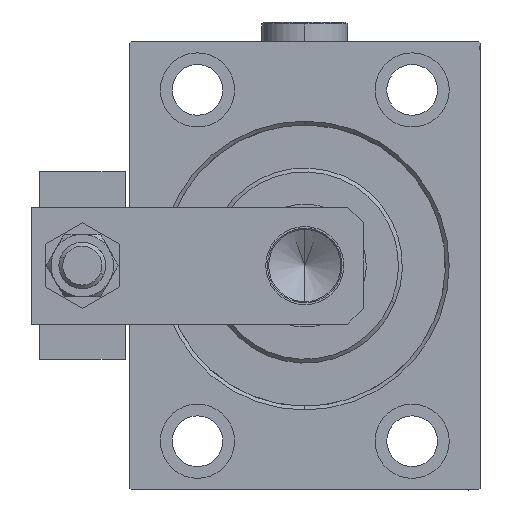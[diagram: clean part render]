
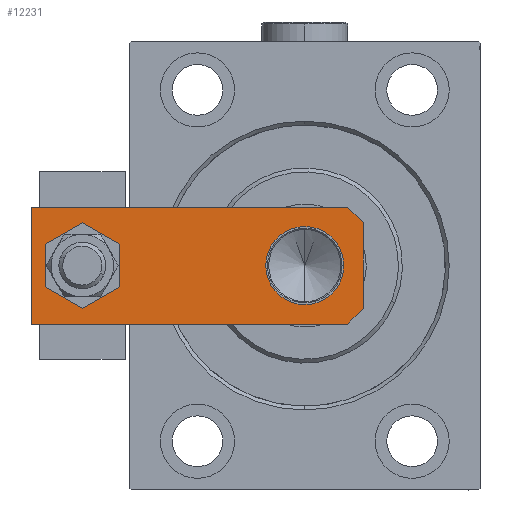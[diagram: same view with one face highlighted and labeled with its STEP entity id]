
A CAD part, left-side view. The second image highlights one B-rep face of the part: STEP entity #12231.
In plain terms, the highlighted face is planar.
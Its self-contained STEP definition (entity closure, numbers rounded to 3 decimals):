
#86 = DIRECTION ( 'NONE',  ( 1., 0., 0. ) ) ;
#189 = VERTEX_POINT ( 'NONE', #49757 ) ;
#3210 = FACE_BOUND ( 'NONE', #40216, .T. ) ;
#3345 = ORIENTED_EDGE ( 'NONE', *, *, #6239, .F. ) ;
#3536 = CIRCLE ( 'NONE', #28205, 7. ) ;
#3696 = EDGE_CURVE ( 'NONE', #48956, #49215, #3536, .T. ) ;
#4589 = EDGE_CURVE ( 'NONE', #4676, #36801, #42027, .T. ) ;
#4676 = VERTEX_POINT ( 'NONE', #7459 ) ;
#5089 = EDGE_LOOP ( 'NONE', ( #14547, #11012, #25826, #12104, #34281, #48706 ) ) ;
#5719 = AXIS2_PLACEMENT_3D ( 'NONE', #42258, #46395, #37874 ) ;
#5938 = CARTESIAN_POINT ( 'NONE',  ( 15., 0., 8. ) ) ;
#6239 = EDGE_CURVE ( 'NONE', #189, #25365, #33223, .T. ) ;
#7459 = CARTESIAN_POINT ( 'NONE',  ( 15., 4., 8. ) ) ;
#7586 = CARTESIAN_POINT ( 'NONE',  ( 0., 0., 8. ) ) ;
#7598 = CARTESIAN_POINT ( 'NONE',  ( 0., 15., 8. ) ) ;
#9383 = CARTESIAN_POINT ( 'NONE',  ( 15., 85., 8. ) ) ;
#9588 = AXIS2_PLACEMENT_3D ( 'NONE', #7586, #23290, #44168 ) ;
#9907 = AXIS2_PLACEMENT_3D ( 'NONE', #20295, #12588, #27551 ) ;
#10234 = EDGE_CURVE ( 'NONE', #33542, #35536, #42392, .T. ) ;
#10484 = EDGE_CURVE ( 'NONE', #35536, #4676, #13456, .T. ) ;
#11012 = ORIENTED_EDGE ( 'NONE', *, *, #47469, .T. ) ;
#11339 = CARTESIAN_POINT ( 'NONE',  ( 15., 85., 8. ) ) ;
#12104 = ORIENTED_EDGE ( 'NONE', *, *, #10484, .T. ) ;
#12231 = ADVANCED_FACE ( 'NONE', ( #46798, #42156, #3210 ), #18904, .T. ) ;
#12249 = LINE ( 'NONE', #50974, #24241 ) ;
#12588 = DIRECTION ( 'NONE',  ( 0., 0., 1. ) ) ;
#13456 = LINE ( 'NONE', #22198, #20199 ) ;
#13887 = DIRECTION ( 'NONE',  ( 0., 0., 1. ) ) ;
#13974 = DIRECTION ( 'NONE',  ( 0.707, 0.707, 0. ) ) ;
#14547 = ORIENTED_EDGE ( 'NONE', *, *, #38675, .T. ) ;
#15086 = LINE ( 'NONE', #46831, #23847 ) ;
#15324 = DIRECTION ( 'NONE',  ( 0., 0., 1. ) ) ;
#17021 = EDGE_LOOP ( 'NONE', ( #35797, #40679 ) ) ;
#17088 = LINE ( 'NONE', #9383, #32431 ) ;
#17700 = VERTEX_POINT ( 'NONE', #23066 ) ;
#18027 = DIRECTION ( 'NONE',  ( 0., 1., 0. ) ) ;
#18904 = PLANE ( 'NONE',  #9588 ) ;
#20199 = VECTOR ( 'NONE', #13974, 1000. ) ;
#20295 = CARTESIAN_POINT ( 'NONE',  ( 0., 15., 8. ) ) ;
#20524 = VERTEX_POINT ( 'NONE', #27242 ) ;
#20721 = DIRECTION ( 'NONE',  ( 0., -1., 0. ) ) ;
#20957 = DIRECTION ( 'NONE',  ( -1., 0., 0. ) ) ;
#21336 = CIRCLE ( 'NONE', #5719, 7. ) ;
#22198 = CARTESIAN_POINT ( 'NONE',  ( 5.5, -5.5, 8. ) ) ;
#22624 = DIRECTION ( 'NONE',  ( 1., 0., 0. ) ) ;
#23066 = CARTESIAN_POINT ( 'NONE',  ( -15., 85., 8. ) ) ;
#23290 = DIRECTION ( 'NONE',  ( 0., 0., 1. ) ) ;
#23847 = VECTOR ( 'NONE', #46580, 1000. ) ;
#24241 = VECTOR ( 'NONE', #20721, 1000. ) ;
#25365 = VERTEX_POINT ( 'NONE', #35209 ) ;
#25826 = ORIENTED_EDGE ( 'NONE', *, *, #10234, .T. ) ;
#26643 = CARTESIAN_POINT ( 'NONE',  ( -15., 0., 8. ) ) ;
#27242 = CARTESIAN_POINT ( 'NONE',  ( -15., 4., 8. ) ) ;
#27551 = DIRECTION ( 'NONE',  ( 1., 0., 0. ) ) ;
#28205 = AXIS2_PLACEMENT_3D ( 'NONE', #34250, #13887, #22624 ) ;
#28238 = VECTOR ( 'NONE', #18027, 1000. ) ;
#28577 = ORIENTED_EDGE ( 'NONE', *, *, #29216, .F. ) ;
#29216 = EDGE_CURVE ( 'NONE', #25365, #189, #39533, .T. ) ;
#30888 = CARTESIAN_POINT ( 'NONE',  ( -11., 0., 8. ) ) ;
#32431 = VECTOR ( 'NONE', #20957, 1000. ) ;
#33223 = CIRCLE ( 'NONE', #43940, 10. ) ;
#33542 = VERTEX_POINT ( 'NONE', #30888 ) ;
#34250 = CARTESIAN_POINT ( 'NONE',  ( 0., 72., 8. ) ) ;
#34281 = ORIENTED_EDGE ( 'NONE', *, *, #4589, .T. ) ;
#35209 = CARTESIAN_POINT ( 'NONE',  ( -10., 15., 8. ) ) ;
#35339 = CARTESIAN_POINT ( 'NONE',  ( 11., 0., 8. ) ) ;
#35536 = VERTEX_POINT ( 'NONE', #35339 ) ;
#35797 = ORIENTED_EDGE ( 'NONE', *, *, #47783, .F. ) ;
#36224 = CARTESIAN_POINT ( 'NONE',  ( 7., 72., 8. ) ) ;
#36801 = VERTEX_POINT ( 'NONE', #11339 ) ;
#37237 = EDGE_CURVE ( 'NONE', #36801, #17700, #17088, .T. ) ;
#37874 = DIRECTION ( 'NONE',  ( 1., 0., 0. ) ) ;
#38675 = EDGE_CURVE ( 'NONE', #17700, #20524, #12249, .T. ) ;
#39533 = CIRCLE ( 'NONE', #9907, 10. ) ;
#40216 = EDGE_LOOP ( 'NONE', ( #28577, #3345 ) ) ;
#40679 = ORIENTED_EDGE ( 'NONE', *, *, #3696, .F. ) ;
#42027 = LINE ( 'NONE', #5938, #28238 ) ;
#42156 = FACE_OUTER_BOUND ( 'NONE', #5089, .T. ) ;
#42258 = CARTESIAN_POINT ( 'NONE',  ( 0., 72., 8. ) ) ;
#42392 = LINE ( 'NONE', #26643, #47420 ) ;
#43181 = DIRECTION ( 'NONE',  ( 1., 0., 0. ) ) ;
#43940 = AXIS2_PLACEMENT_3D ( 'NONE', #7598, #15324, #43181 ) ;
#44168 = DIRECTION ( 'NONE',  ( 1., 0., 0. ) ) ;
#45713 = CARTESIAN_POINT ( 'NONE',  ( -7., 72., 8. ) ) ;
#46395 = DIRECTION ( 'NONE',  ( 0., 0., 1. ) ) ;
#46580 = DIRECTION ( 'NONE',  ( 0.707, -0.707, 0. ) ) ;
#46798 = FACE_BOUND ( 'NONE', #17021, .T. ) ;
#46831 = CARTESIAN_POINT ( 'NONE',  ( -5.5, -5.5, 8. ) ) ;
#47420 = VECTOR ( 'NONE', #86, 1000. ) ;
#47469 = EDGE_CURVE ( 'NONE', #20524, #33542, #15086, .T. ) ;
#47783 = EDGE_CURVE ( 'NONE', #49215, #48956, #21336, .T. ) ;
#48706 = ORIENTED_EDGE ( 'NONE', *, *, #37237, .T. ) ;
#48956 = VERTEX_POINT ( 'NONE', #36224 ) ;
#49215 = VERTEX_POINT ( 'NONE', #45713 ) ;
#49757 = CARTESIAN_POINT ( 'NONE',  ( 10., 15., 8. ) ) ;
#50974 = CARTESIAN_POINT ( 'NONE',  ( -15., 85., 8. ) ) ;
